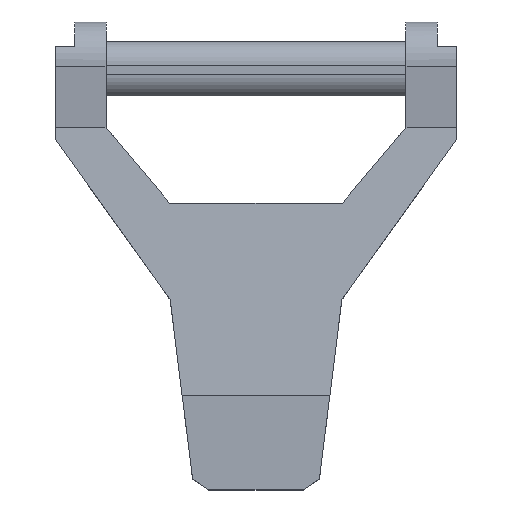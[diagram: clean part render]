
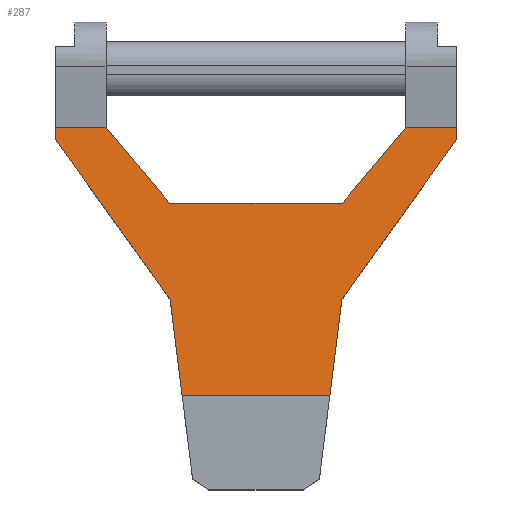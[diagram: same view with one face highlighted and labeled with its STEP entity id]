
A CAD part, top view. The second image highlights one B-rep face of the part: STEP entity #287.
In plain terms, the highlighted planar face has unit normal (0, 0.111, 0.994).
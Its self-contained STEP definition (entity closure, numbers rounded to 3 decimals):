
#50 = VERTEX_POINT('',#51);
#51 = CARTESIAN_POINT('',(-21.25,13.63,3.72));
#57 = EDGE_CURVE('',#58,#50,#60,.T.);
#58 = VERTEX_POINT('',#59);
#59 = CARTESIAN_POINT('',(-21.25,12.35,3.863));
#60 = LINE('',#61,#62);
#61 = CARTESIAN_POINT('',(-21.25,5.551,4.624));
#62 = VECTOR('',#63,1.);
#63 = DIRECTION('',(0.,0.994,-0.111));
#225 = EDGE_CURVE('',#58,#226,#228,.T.);
#226 = VERTEX_POINT('',#227);
#227 = CARTESIAN_POINT('',(-9.1,-4.66,5.766));
#228 = LINE('',#229,#230);
#229 = CARTESIAN_POINT('',(3.137,-21.792,7.682
    ));
#230 = VECTOR('',#231,1.);
#231 = DIRECTION('',(0.579,-0.81,0.091));
#287 = ADVANCED_FACE('',(#288),#370,.F.);
#288 = FACE_BOUND('',#289,.F.);
#289 = EDGE_LOOP('',(#290,#300,#308,#314,#315,#316,#324,#332,#340,#348,
    #356,#364));
#290 = ORIENTED_EDGE('',*,*,#291,.T.);
#291 = EDGE_CURVE('',#292,#294,#296,.T.);
#292 = VERTEX_POINT('',#293);
#293 = CARTESIAN_POINT('',(9.1,-4.66,5.766));
#294 = VERTEX_POINT('',#295);
#295 = CARTESIAN_POINT('',(7.831,-14.8,6.9));
#296 = LINE('',#297,#298);
#297 = CARTESIAN_POINT('',(8.562,-8.96,6.247)
  );
#298 = VECTOR('',#299,1.);
#299 = DIRECTION('',(-0.123,-0.986,0.11));
#300 = ORIENTED_EDGE('',*,*,#301,.T.);
#301 = EDGE_CURVE('',#294,#302,#304,.T.);
#302 = VERTEX_POINT('',#303);
#303 = CARTESIAN_POINT('',(-7.831,-14.8,6.9));
#304 = LINE('',#305,#306);
#305 = CARTESIAN_POINT('',(75.84,-14.8,6.9));
#306 = VECTOR('',#307,1.);
#307 = DIRECTION('',(-1.,0.,0.));
#308 = ORIENTED_EDGE('',*,*,#309,.F.);
#309 = EDGE_CURVE('',#226,#302,#310,.T.);
#310 = LINE('',#311,#312);
#311 = CARTESIAN_POINT('',(-7.407,-18.19,
    7.279));
#312 = VECTOR('',#313,1.);
#313 = DIRECTION('',(0.123,-0.986,0.11));
#314 = ORIENTED_EDGE('',*,*,#225,.F.);
#315 = ORIENTED_EDGE('',*,*,#57,.T.);
#316 = ORIENTED_EDGE('',*,*,#317,.F.);
#317 = EDGE_CURVE('',#318,#50,#320,.T.);
#318 = VERTEX_POINT('',#319);
#319 = CARTESIAN_POINT('',(-15.9,13.63,3.72));
#320 = LINE('',#321,#322);
#321 = CARTESIAN_POINT('',(75.84,13.63,3.72));
#322 = VECTOR('',#323,1.);
#323 = DIRECTION('',(-1.,0.,0.));
#324 = ORIENTED_EDGE('',*,*,#325,.T.);
#325 = EDGE_CURVE('',#318,#326,#328,.T.);
#326 = VERTEX_POINT('',#327);
#327 = CARTESIAN_POINT('',(-9.16,5.598,4.618));
#328 = LINE('',#329,#330);
#329 = CARTESIAN_POINT('',(11.698,-19.26,7.399
    ));
#330 = VECTOR('',#331,1.);
#331 = DIRECTION('',(0.64,-0.763,0.085));
#332 = ORIENTED_EDGE('',*,*,#333,.T.);
#333 = EDGE_CURVE('',#326,#334,#336,.T.);
#334 = VERTEX_POINT('',#335);
#335 = CARTESIAN_POINT('',(9.16,5.598,4.618));
#336 = LINE('',#337,#338);
#337 = CARTESIAN_POINT('',(33.34,5.598,4.618)
  );
#338 = VECTOR('',#339,1.);
#339 = DIRECTION('',(1.,0.,0.));
#340 = ORIENTED_EDGE('',*,*,#341,.T.);
#341 = EDGE_CURVE('',#334,#342,#344,.T.);
#342 = VERTEX_POINT('',#343);
#343 = CARTESIAN_POINT('',(15.9,13.63,3.72));
#344 = LINE('',#345,#346);
#345 = CARTESIAN_POINT('',(16.063,13.824,
    3.698));
#346 = VECTOR('',#347,1.);
#347 = DIRECTION('',(0.64,0.763,-0.085));
#348 = ORIENTED_EDGE('',*,*,#349,.F.);
#349 = EDGE_CURVE('',#350,#342,#352,.T.);
#350 = VERTEX_POINT('',#351);
#351 = CARTESIAN_POINT('',(21.25,13.63,3.72));
#352 = LINE('',#353,#354);
#353 = CARTESIAN_POINT('',(75.84,13.63,3.72));
#354 = VECTOR('',#355,1.);
#355 = DIRECTION('',(-1.,0.,0.));
#356 = ORIENTED_EDGE('',*,*,#357,.T.);
#357 = EDGE_CURVE('',#350,#358,#360,.T.);
#358 = VERTEX_POINT('',#359);
#359 = CARTESIAN_POINT('',(21.25,12.35,3.863));
#360 = LINE('',#361,#362);
#361 = CARTESIAN_POINT('',(21.25,-18.943,7.363));
#362 = VECTOR('',#363,1.);
#363 = DIRECTION('',(0.,-0.994,0.111));
#364 = ORIENTED_EDGE('',*,*,#365,.F.);
#365 = EDGE_CURVE('',#292,#358,#366,.T.);
#366 = LINE('',#367,#368);
#367 = CARTESIAN_POINT('',(16.248,5.348,4.646
    ));
#368 = VECTOR('',#369,1.);
#369 = DIRECTION('',(0.579,0.81,-0.091));
#370 = PLANE('',#371);
#371 = AXIS2_PLACEMENT_3D('',#372,#373,#374);
#372 = CARTESIAN_POINT('',(75.84,-14.8,6.9));
#373 = DIRECTION('',(0.,-0.111,-0.994)
  );
#374 = DIRECTION('',(0.,0.994,-0.111)
  );
